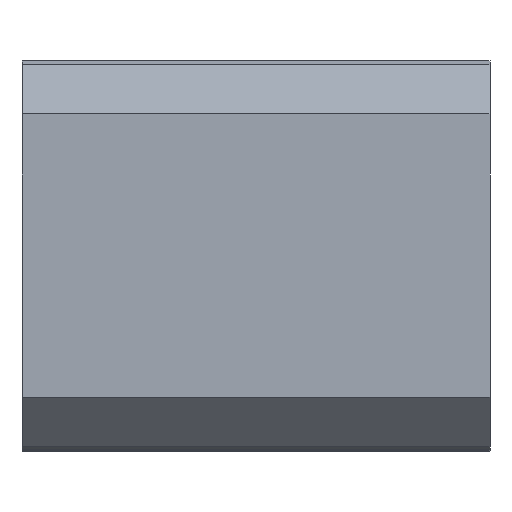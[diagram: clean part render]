
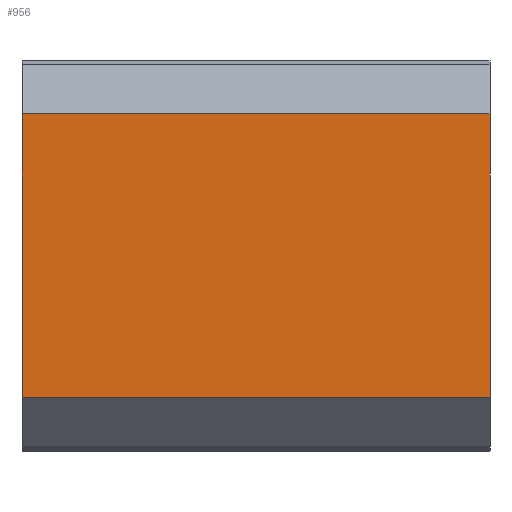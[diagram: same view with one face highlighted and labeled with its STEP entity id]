
A CAD part, top view. The second image highlights one B-rep face of the part: STEP entity #956.
In plain terms, the highlighted planar face has unit normal (0, 0, 1).
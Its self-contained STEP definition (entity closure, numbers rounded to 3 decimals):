
#900=CARTESIAN_POINT('',(0.,10.894,25.698));
#901=VERTEX_POINT('',#900);
#908=CARTESIAN_POINT('',(36.,10.894,25.698));
#909=VERTEX_POINT('',#908);
#910=CARTESIAN_POINT('',(36.,10.894,25.698));
#911=DIRECTION('',(-1.0,0.0,0.0));
#912=VECTOR('',#911,36.0);
#913=LINE('',#910,#912);
#914=EDGE_CURVE('',#909,#901,#913,.T.);
#926=CARTESIAN_POINT('',(36.,10.894,25.698));
#927=DIRECTION('',(0.0,0.0,1.0));
#928=DIRECTION('',(1.0,0.0,0.0));
#929=AXIS2_PLACEMENT_3D('',#926,#927,#928);
#930=PLANE('',#929);
#931=CARTESIAN_POINT('',(0.,-10.895,25.698));
#932=VERTEX_POINT('',#931);
#933=CARTESIAN_POINT('',(0.,10.894,25.698));
#934=DIRECTION('',(0.0,-1.0,0.0));
#935=VECTOR('',#934,21.79);
#936=LINE('',#933,#935);
#937=EDGE_CURVE('',#901,#932,#936,.T.);
#938=ORIENTED_EDGE('',*,*,#937,.T.);
#939=CARTESIAN_POINT('',(36.,-10.895,25.698));
#940=VERTEX_POINT('',#939);
#941=CARTESIAN_POINT('',(36.,-10.895,25.698));
#942=DIRECTION('',(-1.0,0.0,0.0));
#943=VECTOR('',#942,36.0);
#944=LINE('',#941,#943);
#945=EDGE_CURVE('',#940,#932,#944,.T.);
#946=ORIENTED_EDGE('',*,*,#945,.F.);
#947=CARTESIAN_POINT('',(36.,-10.895,25.698));
#948=DIRECTION('',(0.0,1.0,0.0));
#949=VECTOR('',#948,21.79);
#950=LINE('',#947,#949);
#951=EDGE_CURVE('',#940,#909,#950,.T.);
#952=ORIENTED_EDGE('',*,*,#951,.T.);
#953=ORIENTED_EDGE('',*,*,#914,.T.);
#954=EDGE_LOOP('',(#938,#946,#952,#953));
#955=FACE_OUTER_BOUND('',#954,.T.);
#956=ADVANCED_FACE('',(#955),#930,.T.);
